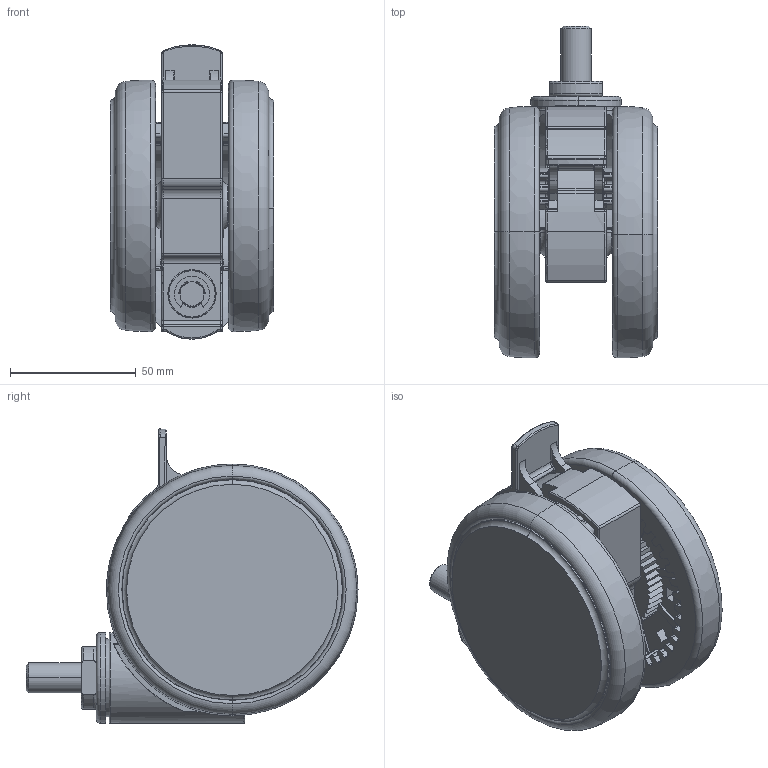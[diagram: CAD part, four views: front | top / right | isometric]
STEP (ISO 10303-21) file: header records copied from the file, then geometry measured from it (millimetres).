
FILE_DESCRIPTION (( 'STEP AP214' ), '1' );
FILE_NAME ('TCA-FZW100N12S.STEP', '2016-08-05T05:03:42', ( '' ), ( '' ), 'SwSTEP 2.0', 'SolidWorks 2015', '' );
FILE_SCHEMA (( 'AUTOMOTIVE_DESIGN' ));
Length unit declared in the file: millimetre
Products named in the file (2): caster; TCA-FZW100N12S
Assembly tree (1 placements, depth 2):
  TCA-FZW100N12S
    caster
Bounding box: 65.2 x 132 x 117.03 mm (x, y, z)
Volume: 303958.4 mm3; surface area: 124924 mm2
Topology: 1 solids, 6 shells, 2495 faces, 6871 edges, 4350 vertices
Faces by surface type: cylinder 1191, plane 865, torus 337, bspline 45, sphere 33, cone 24
Entity records: 81885 total; most frequent: CARTESIAN_POINT 16513, DIRECTION 14565, ORIENTED_EDGE 13606, EDGE_CURVE 6803, AXIS2_PLACEMENT_3D 5507, VERTEX_POINT 4338, VECTOR 3551, LINE 3551
